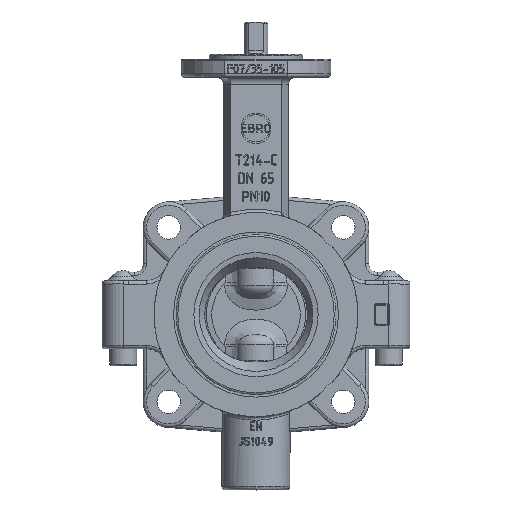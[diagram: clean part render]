
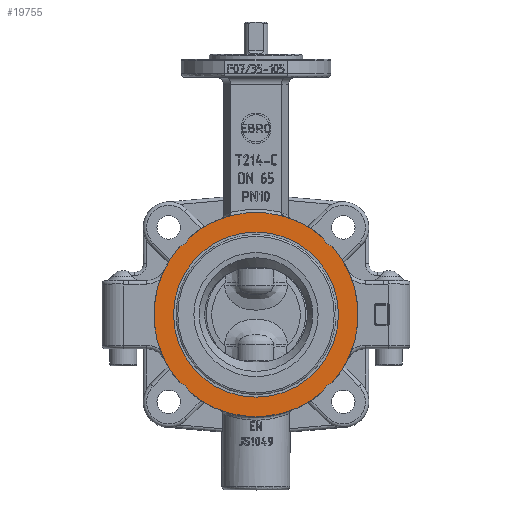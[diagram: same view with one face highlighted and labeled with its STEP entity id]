
A CAD part, top view. The second image highlights one B-rep face of the part: STEP entity #19755.
In plain terms, the highlighted planar face has unit normal (0, 0, 1).
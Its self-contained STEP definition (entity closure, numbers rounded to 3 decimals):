
#442=ELLIPSE('',#20787,2.201,1.996);
#443=ELLIPSE('',#20790,2.201,1.996);
#1068=B_SPLINE_CURVE_WITH_KNOTS('',3,(#33140,#33141,#33142,#33143,#33144,
#33145,#33146,#33147,#33148,#33149,#33150,#33151,#33152,#33153,#33154,#33155,
#33156,#33157),.UNSPECIFIED.,.F.,.F.,(4,2,2,2,2,2,2,2,4),(-0.787,
-0.748,-0.558,-0.47,-0.424,
-0.386,-0.343,-0.27,0.),
 .UNSPECIFIED.);
#4389=PLANE('',#20914);
#4614=FACE_BOUND('',#6615,.T.);
#5401=FACE_OUTER_BOUND('',#6614,.T.);
#6614=EDGE_LOOP('',(#15962,#15963,#15964,#15965,#15966,#15967,#15968,#15969,
#15970,#15971,#15972,#15973,#15974,#15975));
#6615=EDGE_LOOP('',(#15976));
#7158=CIRCLE('',#20582,7.);
#7162=CIRCLE('',#20589,60.);
#7254=CIRCLE('',#20776,60.);
#7257=CIRCLE('',#20789,60.064);
#7317=CIRCLE('',#20907,60.);
#7318=CIRCLE('',#20909,60.);
#7321=CIRCLE('',#20913,7.);
#7322=CIRCLE('',#20915,7.);
#7323=CIRCLE('',#20916,60.);
#7324=CIRCLE('',#20917,60.);
#7325=CIRCLE('',#20918,7.);
#7326=CIRCLE('',#20919,48.5);
#8610=VERTEX_POINT('',#31777);
#8611=VERTEX_POINT('',#31778);
#8618=VERTEX_POINT('',#31798);
#8780=VERTEX_POINT('',#32709);
#8781=VERTEX_POINT('',#32710);
#8790=VERTEX_POINT('',#32757);
#8791=VERTEX_POINT('',#32770);
#8792=VERTEX_POINT('',#32802);
#8846=VERTEX_POINT('',#33099);
#8847=VERTEX_POINT('',#33100);
#8854=VERTEX_POINT('',#33135);
#8855=VERTEX_POINT('',#33137);
#8856=VERTEX_POINT('',#33139);
#8857=VERTEX_POINT('',#33158);
#8858=VERTEX_POINT('',#33161);
#10943=EDGE_CURVE('',#8610,#8611,#7158,.T.);
#10953=EDGE_CURVE('',#8618,#8610,#7162,.T.);
#11197=EDGE_CURVE('',#8780,#8781,#7254,.T.);
#11212=EDGE_CURVE('',#8790,#8780,#442,.T.);
#11214=EDGE_CURVE('',#8791,#8790,#7257,.T.);
#11216=EDGE_CURVE('',#8792,#8791,#443,.T.);
#11322=EDGE_CURVE('',#8611,#8792,#7317,.T.);
#11323=EDGE_CURVE('',#8846,#8847,#7318,.T.);
#11332=EDGE_CURVE('',#8781,#8846,#7321,.T.);
#11333=EDGE_CURVE('',#8854,#8618,#7322,.T.);
#11334=EDGE_CURVE('',#8855,#8854,#7323,.T.);
#11335=EDGE_CURVE('',#8856,#8855,#1068,.T.);
#11336=EDGE_CURVE('',#8857,#8856,#7324,.T.);
#11337=EDGE_CURVE('',#8847,#8857,#7325,.T.);
#11338=EDGE_CURVE('',#8858,#8858,#7326,.T.);
#15962=ORIENTED_EDGE('',*,*,#10953,.F.);
#15963=ORIENTED_EDGE('',*,*,#11333,.F.);
#15964=ORIENTED_EDGE('',*,*,#11334,.F.);
#15965=ORIENTED_EDGE('',*,*,#11335,.F.);
#15966=ORIENTED_EDGE('',*,*,#11336,.F.);
#15967=ORIENTED_EDGE('',*,*,#11337,.F.);
#15968=ORIENTED_EDGE('',*,*,#11323,.F.);
#15969=ORIENTED_EDGE('',*,*,#11332,.F.);
#15970=ORIENTED_EDGE('',*,*,#11197,.F.);
#15971=ORIENTED_EDGE('',*,*,#11212,.F.);
#15972=ORIENTED_EDGE('',*,*,#11214,.F.);
#15973=ORIENTED_EDGE('',*,*,#11216,.F.);
#15974=ORIENTED_EDGE('',*,*,#11322,.F.);
#15975=ORIENTED_EDGE('',*,*,#10943,.F.);
#15976=ORIENTED_EDGE('',*,*,#11338,.T.);
#19755=ADVANCED_FACE('',(#5401,#4614),#4389,.T.);
#20582=AXIS2_PLACEMENT_3D('',#31779,#23129,#23130);
#20589=AXIS2_PLACEMENT_3D('',#31799,#23149,#23150);
#20776=AXIS2_PLACEMENT_3D('',#32711,#23613,#23614);
#20787=AXIS2_PLACEMENT_3D('',#32758,#23642,#23643);
#20789=AXIS2_PLACEMENT_3D('',#32771,#23646,#23647);
#20790=AXIS2_PLACEMENT_3D('',#32803,#23648,#23649);
#20907=AXIS2_PLACEMENT_3D('',#33097,#23920,#23921);
#20909=AXIS2_PLACEMENT_3D('',#33101,#23924,#23925);
#20913=AXIS2_PLACEMENT_3D('',#33133,#23936,#23937);
#20914=AXIS2_PLACEMENT_3D('',#33134,#23938,#23939);
#20915=AXIS2_PLACEMENT_3D('',#33136,#23940,#23941);
#20916=AXIS2_PLACEMENT_3D('',#33138,#23942,#23943);
#20917=AXIS2_PLACEMENT_3D('',#33159,#23944,#23945);
#20918=AXIS2_PLACEMENT_3D('',#33160,#23946,#23947);
#20919=AXIS2_PLACEMENT_3D('',#33162,#23948,#23949);
#23129=DIRECTION('center_axis',(0.,0.,1.));
#23130=DIRECTION('ref_axis',(-1.,0.,0.));
#23149=DIRECTION('center_axis',(0.,0.,-1.));
#23150=DIRECTION('ref_axis',(1.,0.,0.));
#23613=DIRECTION('center_axis',(0.,0.,-1.));
#23614=DIRECTION('ref_axis',(1.,0.,0.));
#23642=DIRECTION('center_axis',(0.,0.,1.));
#23643=DIRECTION('ref_axis',(0.964,-0.265,0.));
#23646=DIRECTION('center_axis',(0.,0.,-1.));
#23647=DIRECTION('ref_axis',(1.,0.,0.));
#23648=DIRECTION('center_axis',(0.,0.,1.));
#23649=DIRECTION('ref_axis',(0.964,0.265,0.));
#23920=DIRECTION('center_axis',(0.,0.,-1.));
#23921=DIRECTION('ref_axis',(1.,0.,0.));
#23924=DIRECTION('center_axis',(0.,0.,-1.));
#23925=DIRECTION('ref_axis',(1.,0.,0.));
#23936=DIRECTION('center_axis',(0.,0.,1.));
#23937=DIRECTION('ref_axis',(1.,0.,0.));
#23938=DIRECTION('center_axis',(0.,0.,1.));
#23939=DIRECTION('ref_axis',(1.,0.,0.));
#23940=DIRECTION('center_axis',(0.,0.,1.));
#23941=DIRECTION('ref_axis',(-1.,0.,0.));
#23942=DIRECTION('center_axis',(0.,0.,-1.));
#23943=DIRECTION('ref_axis',(-1.,0.,0.));
#23944=DIRECTION('center_axis',(0.,0.,-1.));
#23945=DIRECTION('ref_axis',(-1.,0.,0.));
#23946=DIRECTION('center_axis',(0.,0.,1.));
#23947=DIRECTION('ref_axis',(1.,0.,0.));
#23948=DIRECTION('center_axis',(0.,0.,-1.));
#23949=DIRECTION('ref_axis',(0.,-1.,0.));
#31777=CARTESIAN_POINT('',(-44.787,42.427,21.5));
#31778=CARTESIAN_POINT('',(-39.927,47.287,21.5));
#31779=CARTESIAN_POINT('Origin',(-46.669,49.169,21.5));
#31798=CARTESIAN_POINT('',(-44.787,-37.427,21.5));
#31799=CARTESIAN_POINT('Origin',(0.,2.5,21.5));
#32709=CARTESIAN_POINT('',(15.989,60.33,21.5));
#32710=CARTESIAN_POINT('',(39.927,47.287,21.5));
#32711=CARTESIAN_POINT('Origin',(0.,2.5,21.5));
#32757=CARTESIAN_POINT('',(15.484,60.533,21.5));
#32758=CARTESIAN_POINT('Origin',(16.522,62.254,21.5));
#32770=CARTESIAN_POINT('',(-15.484,60.533,21.5));
#32771=CARTESIAN_POINT('Origin',(0.,2.5,21.5));
#32802=CARTESIAN_POINT('',(-15.989,60.33,21.5));
#32803=CARTESIAN_POINT('Origin',(-16.522,62.254,21.5));
#33097=CARTESIAN_POINT('Origin',(0.,2.5,21.5));
#33099=CARTESIAN_POINT('',(44.787,42.427,21.5));
#33100=CARTESIAN_POINT('',(44.787,-37.427,21.5));
#33101=CARTESIAN_POINT('Origin',(0.,2.5,21.5));
#33133=CARTESIAN_POINT('Origin',(46.669,49.169,21.5));
#33134=CARTESIAN_POINT('Origin',(0.,33.5,21.5));
#33135=CARTESIAN_POINT('',(-39.927,-42.287,21.5));
#33136=CARTESIAN_POINT('Origin',(-46.669,-44.169,21.5));
#33137=CARTESIAN_POINT('',(-4.513,-57.33,21.5));
#33138=CARTESIAN_POINT('Origin',(0.,2.5,21.5));
#33139=CARTESIAN_POINT('',(4.513,-57.33,21.5));
#33140=CARTESIAN_POINT('Ctrl Pts',(4.513,-57.33,21.5));
#33141=CARTESIAN_POINT('Ctrl Pts',(4.325,-57.344,21.5));
#33142=CARTESIAN_POINT('Ctrl Pts',(4.14,-57.359,21.5));
#33143=CARTESIAN_POINT('Ctrl Pts',(2.989,-57.447,21.5));
#33144=CARTESIAN_POINT('Ctrl Pts',(2.522,-57.482,21.5));
#33145=CARTESIAN_POINT('Ctrl Pts',(1.456,-57.534,21.5));
#33146=CARTESIAN_POINT('Ctrl Pts',(1.122,-57.547,21.5));
#33147=CARTESIAN_POINT('Ctrl Pts',(0.608,-57.559,
21.5));
#33148=CARTESIAN_POINT('Ctrl Pts',(0.432,-57.561,21.5));
#33149=CARTESIAN_POINT('Ctrl Pts',(0.111,-57.564,
21.5));
#33150=CARTESIAN_POINT('Ctrl Pts',(-0.033,-57.564,
21.5));
#33151=CARTESIAN_POINT('Ctrl Pts',(-0.344,-57.562,
21.5));
#33152=CARTESIAN_POINT('Ctrl Pts',(-0.51,-57.56,
21.5));
#33153=CARTESIAN_POINT('Ctrl Pts',(-0.956,-57.551,
21.5));
#33154=CARTESIAN_POINT('Ctrl Pts',(-1.235,-57.542,
21.5));
#33155=CARTESIAN_POINT('Ctrl Pts',(-2.55,-57.487,21.5));
#33156=CARTESIAN_POINT('Ctrl Pts',(-3.616,-57.398,
21.5));
#33157=CARTESIAN_POINT('Ctrl Pts',(-4.513,-57.33,
21.5));
#33158=CARTESIAN_POINT('',(39.927,-42.287,21.5));
#33159=CARTESIAN_POINT('Origin',(0.,2.5,21.5));
#33160=CARTESIAN_POINT('Origin',(46.669,-44.169,21.5));
#33161=CARTESIAN_POINT('',(-48.5,2.5,21.5));
#33162=CARTESIAN_POINT('Origin',(0.,2.5,21.5));
